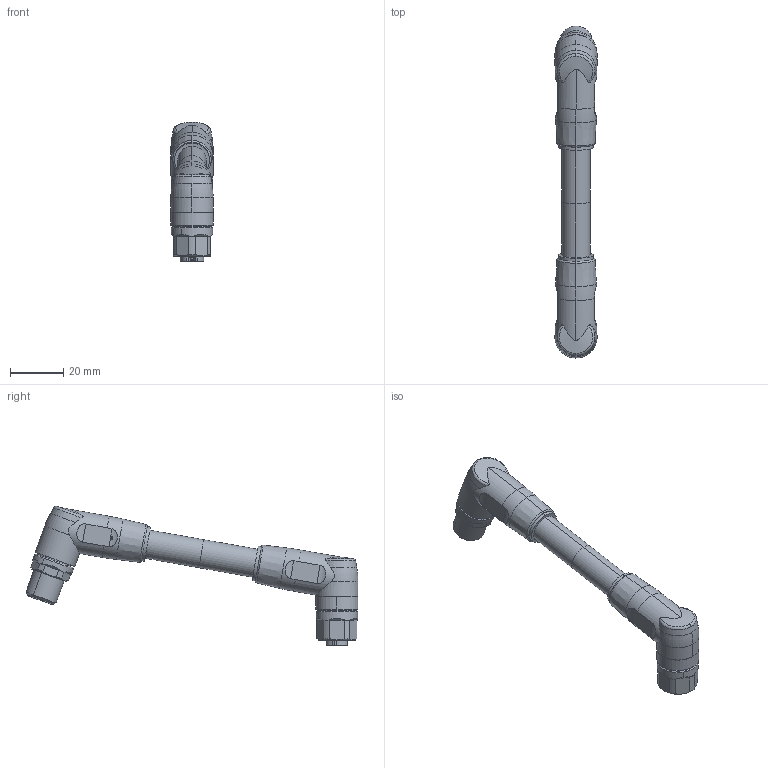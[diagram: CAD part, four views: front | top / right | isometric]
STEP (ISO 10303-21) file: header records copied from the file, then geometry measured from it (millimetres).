
FILE_DESCRIPTION(('CATIA V5 STEP Exchange','CAx-IF Rec.Pracs.--- Model Styling and Organization---1.5--- 2016-08-15','CAx-IF Rec.Pracs.---Supplemental Geometry---1.0---2011-11-01','CAx-IF Rec.Pracs.--- Composite Materials ---1.1---2010-07-15'),'2;1');
FILE_NAME ('292975-2_0', '2025-10-20T11:10:14+00:00', ('none'), ('Weidmueller'), 'CATIA Version 5-6 Release 2024 SP4', 'CATIA V5 STEP AP214 v3', 'none');
FILE_SCHEMA(('AUTOMOTIVE_DESIGN { 1 0 10303 214 1 1 1 1 }'));
Length unit declared in the file: millimetre
Products named in the file (1): 2455290000
Bounding box: 15.8 x 124.19 x 52.11 mm (x, y, z)
Volume: 22908.2 mm3; surface area: 9518.9 mm2
Topology: 1 solids, 3 shells, 785 faces, 2051 edges, 1301 vertices
Faces by surface type: plane 267, torus 178, cylinder 174, bspline 94, cone 62, sphere 10
Entity records: 26315 total; most frequent: CARTESIAN_POINT 8746, ORIENTED_EDGE 4054, DIRECTION 2594, EDGE_CURVE 2027, AXIS2_PLACEMENT_3D 1338, VERTEX_POINT 1301, EDGE_LOOP 842, ADVANCED_FACE 785
